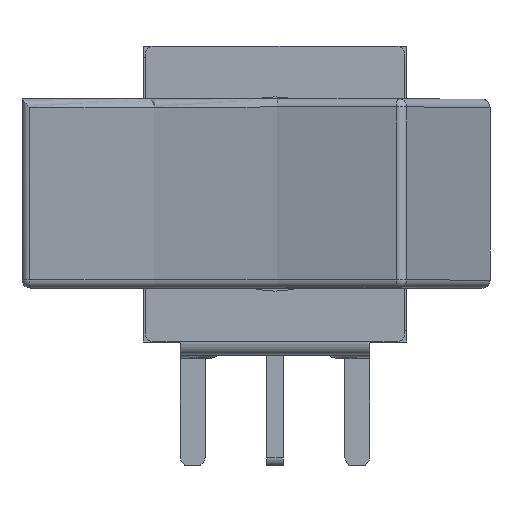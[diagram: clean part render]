
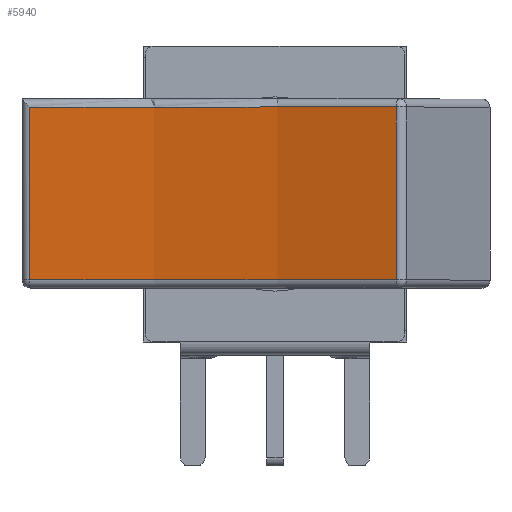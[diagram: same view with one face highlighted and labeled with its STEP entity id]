
A CAD part, top view. The second image highlights one B-rep face of the part: STEP entity #5940.
In plain terms, the highlighted cylindrical face has radius 36.671 mm (diameter 73.342 mm), a partial arc.
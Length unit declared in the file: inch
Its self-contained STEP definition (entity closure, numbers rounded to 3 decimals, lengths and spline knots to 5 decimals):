
#185=CYLINDRICAL_SURFACE('',#6416,1.44375);
#356=CIRCLE('',#6400,1.44375);
#358=CIRCLE('',#6409,1.44375);
#656=FACE_OUTER_BOUND('',#977,.T.);
#977=EDGE_LOOP('',(#5315,#5316,#5317,#5318));
#1573=LINE('',#10570,#2201);
#1576=LINE('',#10592,#2204);
#2201=VECTOR('',#7854,0.3937);
#2204=VECTOR('',#7863,0.3937);
#2777=VERTEX_POINT('',#10544);
#2780=VERTEX_POINT('',#10551);
#2784=VERTEX_POINT('',#10560);
#2786=VERTEX_POINT('',#10569);
#3620=EDGE_CURVE('',#2780,#2784,#356,.T.);
#3623=EDGE_CURVE('',#2784,#2786,#1573,.T.);
#3628=EDGE_CURVE('',#2777,#2780,#1576,.T.);
#3633=EDGE_CURVE('',#2786,#2777,#358,.T.);
#5315=ORIENTED_EDGE('',*,*,#3620,.F.);
#5316=ORIENTED_EDGE('',*,*,#3628,.F.);
#5317=ORIENTED_EDGE('',*,*,#3633,.F.);
#5318=ORIENTED_EDGE('',*,*,#3623,.F.);
#5940=ADVANCED_FACE('',(#656),#185,.F.);
#6400=AXIS2_PLACEMENT_3D('',#10564,#7847,#7848);
#6409=AXIS2_PLACEMENT_3D('',#10601,#7873,#7874);
#6416=AXIS2_PLACEMENT_3D('',#10637,#7901,#7902);
#7847=DIRECTION('center_axis',(0.,1.,0.));
#7848=DIRECTION('ref_axis',(0.216,0.,-0.976));
#7854=DIRECTION('',(0.,1.,0.));
#7863=DIRECTION('',(0.,-1.,0.));
#7873=DIRECTION('center_axis',(0.,-1.,0.));
#7874=DIRECTION('ref_axis',(0.216,0.,-0.976));
#7901=DIRECTION('center_axis',(0.,1.,0.));
#7902=DIRECTION('ref_axis',(-0.374,0.,0.927));
#10544=CARTESIAN_POINT('',(0.1475,0.10512,0.74122));
#10551=CARTESIAN_POINT('',(0.1475,-0.10512,0.74122));
#10560=CARTESIAN_POINT('',(-0.29835,-0.10512,0.64238));
#10564=CARTESIAN_POINT('Origin',(-0.38398,-0.10512,2.08359));
#10569=CARTESIAN_POINT('',(-0.29835,0.10512,0.64238));
#10570=CARTESIAN_POINT('',(-0.29835,0.,0.64238));
#10592=CARTESIAN_POINT('',(0.1475,0.,0.74122));
#10601=CARTESIAN_POINT('Origin',(-0.38398,0.10512,2.08359));
#10637=CARTESIAN_POINT('Origin',(-0.38398,0.,
2.08359));
